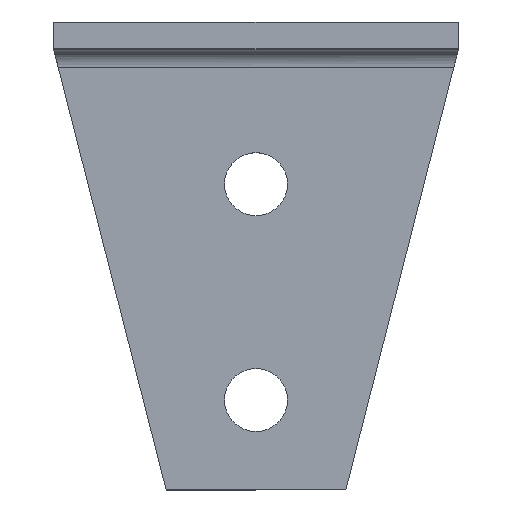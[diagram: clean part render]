
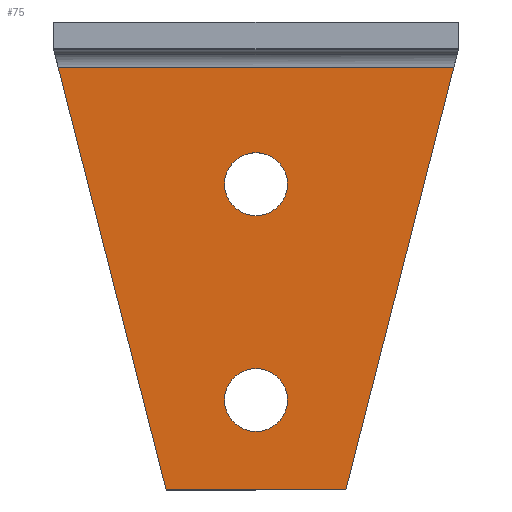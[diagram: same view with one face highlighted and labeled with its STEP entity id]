
A CAD part, top view. The second image highlights one B-rep face of the part: STEP entity #75.
In plain terms, the highlighted planar face has unit normal (0, 0, 1).
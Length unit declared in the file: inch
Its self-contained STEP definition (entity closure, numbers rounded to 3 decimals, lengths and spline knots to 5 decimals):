
#75=ADVANCED_FACE('',(#153,#154,#155),#156,.T.);
#153=FACE_BOUND('',#235,.T.);
#154=FACE_BOUND('',#236,.T.);
#155=FACE_OUTER_BOUND('',#237,.T.);
#156=PLANE('',#238);
#235=EDGE_LOOP('',(#395,#396));
#236=EDGE_LOOP('',(#397,#398));
#237=EDGE_LOOP('',(#399,#400,#401,#402));
#238=AXIS2_PLACEMENT_3D('',#403,#404,#405);
#395=ORIENTED_EDGE('',*,*,#537,.T.);
#396=ORIENTED_EDGE('',*,*,#526,.T.);
#397=ORIENTED_EDGE('',*,*,#528,.T.);
#398=ORIENTED_EDGE('',*,*,#520,.T.);
#399=ORIENTED_EDGE('',*,*,#538,.F.);
#400=ORIENTED_EDGE('',*,*,#475,.F.);
#401=ORIENTED_EDGE('',*,*,#539,.F.);
#402=ORIENTED_EDGE('',*,*,#515,.F.);
#403=CARTESIAN_POINT('',(0.,2.34242,0.23622));
#404=DIRECTION('',(0.0,0.0,1.0));
#405=DIRECTION('',(1.0,0.0,0.0));
#475=EDGE_CURVE('',#558,#560,#561,.T.);
#515=EDGE_CURVE('',#625,#627,#628,.T.);
#520=EDGE_CURVE('',#631,#633,#635,.T.);
#526=EDGE_CURVE('',#639,#641,#643,.T.);
#528=EDGE_CURVE('',#633,#631,#645,.T.);
#537=EDGE_CURVE('',#641,#639,#656,.T.);
#538=EDGE_CURVE('',#560,#625,#657,.T.);
#539=EDGE_CURVE('',#627,#558,#658,.T.);
#558=VERTEX_POINT('',#678);
#560=VERTEX_POINT('',#681);
#561=LINE('',#682,#683);
#625=VERTEX_POINT('',#763);
#627=VERTEX_POINT('',#765);
#628=LINE('',#766,#767);
#631=VERTEX_POINT('',#771);
#633=VERTEX_POINT('',#774);
#635=CIRCLE('',#777,0.27559);
#639=VERTEX_POINT('',#781);
#641=VERTEX_POINT('',#784);
#643=CIRCLE('',#787,0.27559);
#645=CIRCLE('',#789,0.27559);
#656=CIRCLE('',#805,0.27559);
#657=LINE('',#806,#807);
#658=LINE('',#808,#809);
#678=CARTESIAN_POINT('',(-0.7874,0.,0.23622));
#681=CARTESIAN_POINT('',(-1.73148,3.70079,0.23622));
#682=CARTESIAN_POINT('',(-0.7874,0.0,0.23622));
#683=VECTOR('',#827,0.3937);
#763=CARTESIAN_POINT('',(1.73148,3.70079,0.23622));
#765=CARTESIAN_POINT('',(0.7874,0.,0.23622));
#766=CARTESIAN_POINT('',(1.77165,3.85827,0.23622));
#767=VECTOR('',#892,0.3937);
#771=CARTESIAN_POINT('',(-0.27559,0.7874,0.23622));
#774=CARTESIAN_POINT('',(0.27559,0.7874,0.23622));
#777=AXIS2_PLACEMENT_3D('',#896,#897,#898);
#781=CARTESIAN_POINT('',(-0.27559,2.67717,0.23622));
#784=CARTESIAN_POINT('',(0.27559,2.67717,0.23622));
#787=AXIS2_PLACEMENT_3D('',#904,#905,#906);
#789=AXIS2_PLACEMENT_3D('',#907,#908,#909);
#805=AXIS2_PLACEMENT_3D('',#915,#916,#917);
#806=CARTESIAN_POINT('',(0.88583,3.70079,0.23622));
#807=VECTOR('',#918,0.3937);
#808=CARTESIAN_POINT('',(0.7874,0.,0.23622));
#809=VECTOR('',#919,0.3937);
#827=DIRECTION('',(-0.247,0.969,0.0));
#892=DIRECTION('',(-0.247,-0.969,0.0));
#896=CARTESIAN_POINT('',(0.,0.7874,0.23622));
#897=DIRECTION('',(0.0,0.0,-1.0));
#898=DIRECTION('',(-1.0,0.0,0.0));
#904=CARTESIAN_POINT('',(0.,2.67717,0.23622));
#905=DIRECTION('',(0.0,0.0,-1.0));
#906=DIRECTION('',(-1.0,0.0,0.0));
#907=CARTESIAN_POINT('',(0.,0.7874,0.23622));
#908=DIRECTION('',(0.0,0.0,-1.0));
#909=DIRECTION('',(-1.0,0.0,0.0));
#915=CARTESIAN_POINT('',(0.,2.67717,0.23622));
#916=DIRECTION('',(0.0,0.0,-1.0));
#917=DIRECTION('',(-1.0,0.0,0.0));
#918=DIRECTION('',(1.0,0.0,0.0));
#919=DIRECTION('',(-1.0,0.,0.0));
